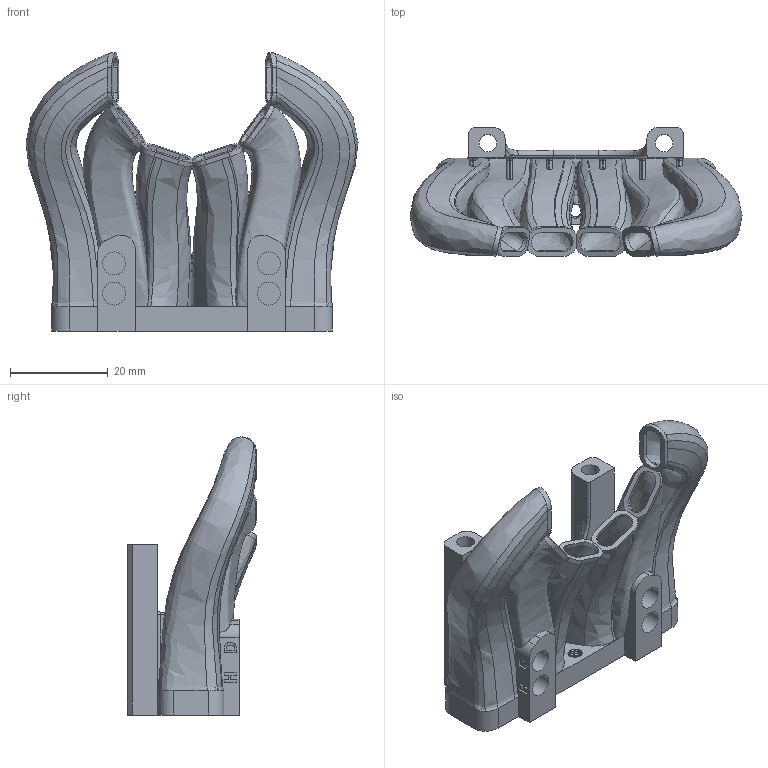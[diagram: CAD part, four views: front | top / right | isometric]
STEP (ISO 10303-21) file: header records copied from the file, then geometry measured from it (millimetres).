
FILE_DESCRIPTION(/* description */ (''),/* implementation_level */ '2;1');
FILE_NAME(/* name */ 'kraken_beacon.step',/* time_stamp */ '2024-04-16T10:55:17+02:00',/* author */ (''),/* organization */ (''),/* preprocessor_version */ 'ST-DEVELOPER v20',/* originating_system */ 'Autodesk Translation Framework v12.14.0.127',/* authorisation */ '');
FILE_SCHEMA (('AUTOMOTIVE_DESIGN { 1 0 10303 214 3 1 1 }'));
Length unit declared in the file: millimetre
Products named in the file (1): kraken_beacon
Bounding box: 67.82 x 26.35 x 56.8 mm (x, y, z)
Volume: 13341.1 mm3; surface area: 20628.9 mm2
Topology: 1 solids, 1 shells, 589 faces, 1657 edges, 1070 vertices
Faces by surface type: plane 204, bspline 194, cylinder 157, torus 28, cone 6
Full cylindrical faces by diameter (mm): 2.529 x5, 3.086 x2, 3.6 x2, 4.7 x4
Entity records: 34831 total; most frequent: CARTESIAN_POINT 20970, ORIENTED_EDGE 3300, DIRECTION 2233, EDGE_CURVE 1650, VERTEX_POINT 1070, LINE 767, VECTOR 767, AXIS2_PLACEMENT_3D 733
